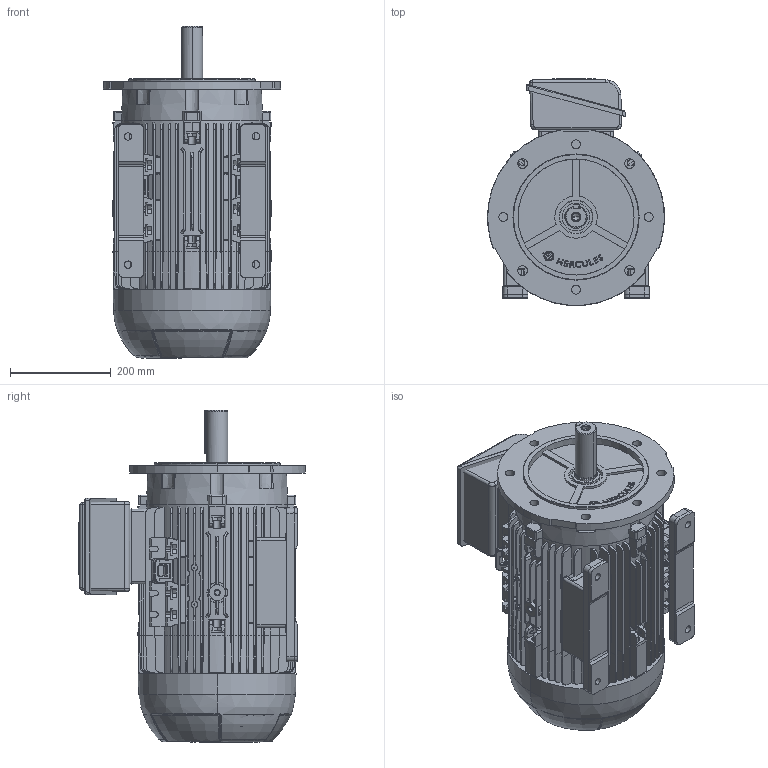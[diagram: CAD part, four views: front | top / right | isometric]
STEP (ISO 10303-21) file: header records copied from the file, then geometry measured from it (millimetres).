
FILE_DESCRIPTION (( 'STEP AP203' ), '1' );
FILE_NAME ('160L_CP_FF_TOP.STEP', '2022-07-23T10:59:21', ( '' ), ( '' ), 'SwSTEP 2.0', 'SolidWorks 2020', '' );
FILE_SCHEMA (( 'CONFIG_CONTROL_DESIGN' ));
Length unit declared in the file: millimetre
Products named in the file (11): 160L_CP_FF_TOP; 105035274_casca_50.5307.118; 105032 DIN6885 AB - ABNT C_10.5032.049; 105006204-205_casca_50.5307.125 (L); 105035281_casca_50.5307.142; 105035280_casca_50.5307.143; 105006203_casca_Usinado; Eixo IEC160 2P_casca_50.5342.002; 105006202_casca_USINADO; 105030278_casca; 105033082_�40
Assembly tree (10 placements, depth 2):
  160L_CP_FF_TOP
    Eixo IEC160 2P_casca_50.5342.002
    105035280_casca_50.5307.143
    105035281_casca_50.5307.142
    105033082_�40
    105030278_casca
    105032 DIN6885 AB - ABNT C_10.5032.049
    105035274_casca_50.5307.118
    105006204-205_casca_50.5307.125 (L)
    105006203_casca_Usinado
    105006202_casca_USINADO
Bounding box: 351.05 x 449.48 x 658 mm (x, y, z)
Volume: 41826485.3 mm3; surface area: 1937395 mm2
Topology: 10 solids, 13 shells, 3420 faces, 9174 edges, 5865 vertices
Faces by surface type: plane 1613, cylinder 1013, bspline 401, cone 281, torus 103, sphere 9
Entity records: 124786 total; most frequent: CARTESIAN_POINT 45010, ORIENTED_EDGE 18328, DIRECTION 14123, EDGE_CURVE 9164, VERTEX_POINT 5865, LINE 4985, VECTOR 4985, AXIS2_PLACEMENT_3D 4569
